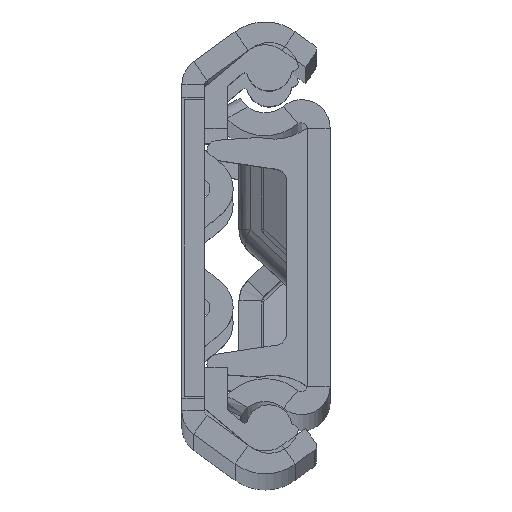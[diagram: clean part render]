
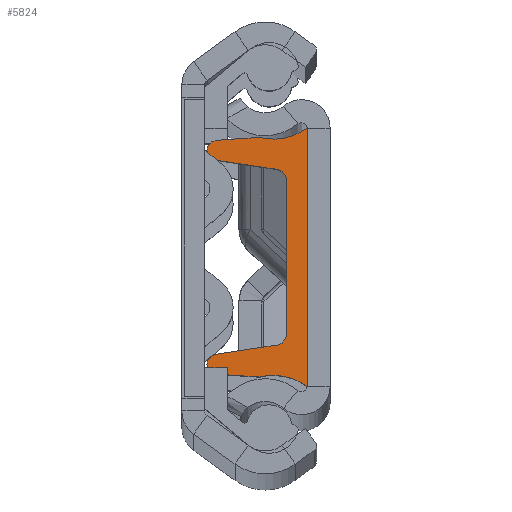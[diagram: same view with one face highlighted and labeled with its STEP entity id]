
A CAD part, top view. The second image highlights one B-rep face of the part: STEP entity #5824.
In plain terms, the highlighted face is planar.
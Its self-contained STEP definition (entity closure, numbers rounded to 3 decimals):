
#88 = EDGE_CURVE ( 'NONE', #3662, #6873, #931, .T. ) ;
#160 = CARTESIAN_POINT ( 'NONE',  ( 6., -7.697, 2.651 ) ) ;
#274 = DIRECTION ( 'NONE',  ( 0., 0., -1. ) ) ;
#495 = AXIS2_PLACEMENT_3D ( 'NONE', #4653, #6271, #7847 ) ;
#595 = DIRECTION ( 'NONE',  ( 1., 0., 0. ) ) ;
#597 = EDGE_LOOP ( 'NONE', ( #7303, #5326, #2358, #1490, #7987, #10050, #4837, #5435, #6523, #7556, #1738, #3151, #2112, #7395 ) ) ;
#605 = CARTESIAN_POINT ( 'NONE',  ( 6., 9.375, 7.925 ) ) ;
#704 = CARTESIAN_POINT ( 'NONE',  ( 6., 0., 0. ) ) ;
#744 = VERTEX_POINT ( 'NONE', #7263 ) ;
#759 = CARTESIAN_POINT ( 'NONE',  ( 6., 6.708, 2.8 ) ) ;
#785 = EDGE_CURVE ( 'NONE', #5524, #6021, #918, .T. ) ;
#866 = DIRECTION ( 'NONE',  ( 1., 0., 0. ) ) ;
#918 = LINE ( 'NONE', #8863, #5122 ) ;
#931 = CIRCLE ( 'NONE', #7632, 0.875 ) ;
#1013 = DIRECTION ( 'NONE',  ( 1., 0., 0. ) ) ;
#1186 = CARTESIAN_POINT ( 'NONE',  ( 6., -8.51, 8.055 ) ) ;
#1427 = LINE ( 'NONE', #5364, #7927 ) ;
#1490 = ORIENTED_EDGE ( 'NONE', *, *, #6724, .F. ) ;
#1619 = LINE ( 'NONE', #8026, #6379 ) ;
#1698 = AXIS2_PLACEMENT_3D ( 'NONE', #2610, #8970, #8067 ) ;
#1730 = EDGE_CURVE ( 'NONE', #3487, #2229, #7162, .T. ) ;
#1738 = ORIENTED_EDGE ( 'NONE', *, *, #6450, .T. ) ;
#1779 = DIRECTION ( 'NONE',  ( 1., 0., 0. ) ) ;
#1978 = VERTEX_POINT ( 'NONE', #6889 ) ;
#2112 = ORIENTED_EDGE ( 'NONE', *, *, #785, .T. ) ;
#2193 = DIRECTION ( 'NONE',  ( 0., 0.149, -0.989 ) ) ;
#2229 = VERTEX_POINT ( 'NONE', #5682 ) ;
#2296 = VERTEX_POINT ( 'NONE', #7607 ) ;
#2314 = DIRECTION ( 'NONE',  ( 0., 0., -1. ) ) ;
#2358 = ORIENTED_EDGE ( 'NONE', *, *, #8655, .T. ) ;
#2363 = DIRECTION ( 'NONE',  ( 1., 0., 0. ) ) ;
#2546 = EDGE_CURVE ( 'NONE', #9961, #7925, #1619, .T. ) ;
#2610 = CARTESIAN_POINT ( 'NONE',  ( 6., 9.375, 7.925 ) ) ;
#2972 = EDGE_CURVE ( 'NONE', #6873, #8298, #4545, .T. ) ;
#3151 = ORIENTED_EDGE ( 'NONE', *, *, #3282, .F. ) ;
#3226 = EDGE_CURVE ( 'NONE', #9961, #2296, #7051, .T. ) ;
#3230 = LINE ( 'NONE', #8260, #7748 ) ;
#3251 = AXIS2_PLACEMENT_3D ( 'NONE', #704, #7112, #5500 ) ;
#3282 = EDGE_CURVE ( 'NONE', #5524, #7588, #5045, .T. ) ;
#3375 = CARTESIAN_POINT ( 'NONE',  ( 6., 0., 0. ) ) ;
#3487 = VERTEX_POINT ( 'NONE', #6961 ) ;
#3662 = VERTEX_POINT ( 'NONE', #6689 ) ;
#3828 = DIRECTION ( 'NONE',  ( 1., 0., 0. ) ) ;
#4090 = CARTESIAN_POINT ( 'NONE',  ( 6., 7.697, 2.651 ) ) ;
#4115 = EDGE_CURVE ( 'NONE', #10261, #3662, #7455, .T. ) ;
#4126 = DIRECTION ( 'NONE',  ( 0., -1., 0. ) ) ;
#4204 = CARTESIAN_POINT ( 'NONE',  ( 6., 10.734, 0.718 ) ) ;
#4521 = DIRECTION ( 'NONE',  ( 0., 0.067, 0.998 ) ) ;
#4545 = CIRCLE ( 'NONE', #1698, 0.875 ) ;
#4653 = CARTESIAN_POINT ( 'NONE',  ( 6., -9.375, 7.925 ) ) ;
#4758 = FACE_OUTER_BOUND ( 'NONE', #597, .T. ) ;
#4837 = ORIENTED_EDGE ( 'NONE', *, *, #9033, .F. ) ;
#4864 = CARTESIAN_POINT ( 'NONE',  ( 6., -6.708, 1.8 ) ) ;
#4936 = AXIS2_PLACEMENT_3D ( 'NONE', #8966, #866, #274 ) ;
#5045 = CIRCLE ( 'NONE', #7372, 1. ) ;
#5122 = VECTOR ( 'NONE', #4126, 1000. ) ;
#5326 = ORIENTED_EDGE ( 'NONE', *, *, #3226, .T. ) ;
#5364 = CARTESIAN_POINT ( 'NONE',  ( 6., -10.734, 0.718 ) ) ;
#5435 = ORIENTED_EDGE ( 'NONE', *, *, #4115, .T. ) ;
#5475 = CARTESIAN_POINT ( 'NONE',  ( 6., 10.5, 4.216 ) ) ;
#5494 = DIRECTION ( 'NONE',  ( 0., 0., -1. ) ) ;
#5500 = DIRECTION ( 'NONE',  ( 0., 0., -1. ) ) ;
#5524 = VERTEX_POINT ( 'NONE', #9314 ) ;
#5682 = CARTESIAN_POINT ( 'NONE',  ( 6., -10.5, 4.216 ) ) ;
#5812 = VECTOR ( 'NONE', #7237, 1000. ) ;
#5824 = ADVANCED_FACE ( 'NONE', ( #4758 ), #8654, .T. ) ;
#6021 = VERTEX_POINT ( 'NONE', #4864 ) ;
#6271 = DIRECTION ( 'NONE',  ( 1., 0., 0. ) ) ;
#6379 = VECTOR ( 'NONE', #2193, 1000. ) ;
#6393 = VECTOR ( 'NONE', #9150, 1000. ) ;
#6420 = DIRECTION ( 'NONE',  ( 0., -0.149, -0.989 ) ) ;
#6450 = EDGE_CURVE ( 'NONE', #8298, #7588, #3230, .T. ) ;
#6523 = ORIENTED_EDGE ( 'NONE', *, *, #88, .T. ) ;
#6686 = DIRECTION ( 'NONE',  ( 0., 0., -1. ) ) ;
#6689 = CARTESIAN_POINT ( 'NONE',  ( 6., 10.248, 7.983 ) ) ;
#6724 = EDGE_CURVE ( 'NONE', #2229, #1978, #1427, .T. ) ;
#6873 = VERTEX_POINT ( 'NONE', #7500 ) ;
#6889 = CARTESIAN_POINT ( 'NONE',  ( 6., -10.248, 7.983 ) ) ;
#6937 = AXIS2_PLACEMENT_3D ( 'NONE', #9560, #1779, #8888 ) ;
#6961 = CARTESIAN_POINT ( 'NONE',  ( 6., -11.35, 0. ) ) ;
#7051 = CIRCLE ( 'NONE', #495, 0.875 ) ;
#7112 = DIRECTION ( 'NONE',  ( 1., 0., 0. ) ) ;
#7162 = CIRCLE ( 'NONE', #10017, 5. ) ;
#7237 = DIRECTION ( 'NONE',  ( 0., -1., 0. ) ) ;
#7263 = CARTESIAN_POINT ( 'NONE',  ( 6., 11.35, 0. ) ) ;
#7303 = ORIENTED_EDGE ( 'NONE', *, *, #2546, .F. ) ;
#7372 = AXIS2_PLACEMENT_3D ( 'NONE', #759, #595, #5494 ) ;
#7395 = ORIENTED_EDGE ( 'NONE', *, *, #9482, .F. ) ;
#7455 = LINE ( 'NONE', #4204, #6393 ) ;
#7500 = CARTESIAN_POINT ( 'NONE',  ( 6., 9.375, 8.8 ) ) ;
#7521 = CARTESIAN_POINT ( 'NONE',  ( 6., -15.35, 3. ) ) ;
#7556 = ORIENTED_EDGE ( 'NONE', *, *, #2972, .T. ) ;
#7588 = VERTEX_POINT ( 'NONE', #4090 ) ;
#7607 = CARTESIAN_POINT ( 'NONE',  ( 6., -9.375, 8.8 ) ) ;
#7632 = AXIS2_PLACEMENT_3D ( 'NONE', #605, #3828, #8016 ) ;
#7748 = VECTOR ( 'NONE', #6420, 1000. ) ;
#7847 = DIRECTION ( 'NONE',  ( 0., 0., -1. ) ) ;
#7925 = VERTEX_POINT ( 'NONE', #160 ) ;
#7927 = VECTOR ( 'NONE', #4521, 1000. ) ;
#7987 = ORIENTED_EDGE ( 'NONE', *, *, #1730, .F. ) ;
#8016 = DIRECTION ( 'NONE',  ( 0., 0., -1. ) ) ;
#8026 = CARTESIAN_POINT ( 'NONE',  ( 6., -7.136, -1.074 ) ) ;
#8067 = DIRECTION ( 'NONE',  ( 0., 0., -1. ) ) ;
#8089 = LINE ( 'NONE', #3375, #5812 ) ;
#8260 = CARTESIAN_POINT ( 'NONE',  ( 6., 7.136, -1.074 ) ) ;
#8298 = VERTEX_POINT ( 'NONE', #9885 ) ;
#8626 = CARTESIAN_POINT ( 'NONE',  ( 6., -6.708, 2.8 ) ) ;
#8654 = PLANE ( 'NONE',  #3251 ) ;
#8655 = EDGE_CURVE ( 'NONE', #2296, #1978, #9129, .T. ) ;
#8863 = CARTESIAN_POINT ( 'NONE',  ( 6., 0., 1.8 ) ) ;
#8888 = DIRECTION ( 'NONE',  ( 0., 0., -1. ) ) ;
#8966 = CARTESIAN_POINT ( 'NONE',  ( 6., 15.35, 3. ) ) ;
#8970 = DIRECTION ( 'NONE',  ( 1., 0., 0. ) ) ;
#9001 = AXIS2_PLACEMENT_3D ( 'NONE', #8626, #2363, #2314 ) ;
#9033 = EDGE_CURVE ( 'NONE', #10261, #744, #10142, .T. ) ;
#9129 = CIRCLE ( 'NONE', #6937, 0.875 ) ;
#9150 = DIRECTION ( 'NONE',  ( 0., -0.067, 0.998 ) ) ;
#9314 = CARTESIAN_POINT ( 'NONE',  ( 6., 6.708, 1.8 ) ) ;
#9336 = CIRCLE ( 'NONE', #9001, 1. ) ;
#9482 = EDGE_CURVE ( 'NONE', #7925, #6021, #9336, .T. ) ;
#9560 = CARTESIAN_POINT ( 'NONE',  ( 6., -9.375, 7.925 ) ) ;
#9599 = EDGE_CURVE ( 'NONE', #744, #3487, #8089, .T. ) ;
#9885 = CARTESIAN_POINT ( 'NONE',  ( 6., 8.51, 8.055 ) ) ;
#9961 = VERTEX_POINT ( 'NONE', #1186 ) ;
#10017 = AXIS2_PLACEMENT_3D ( 'NONE', #7521, #1013, #6686 ) ;
#10050 = ORIENTED_EDGE ( 'NONE', *, *, #9599, .F. ) ;
#10142 = CIRCLE ( 'NONE', #4936, 5. ) ;
#10261 = VERTEX_POINT ( 'NONE', #5475 ) ;
